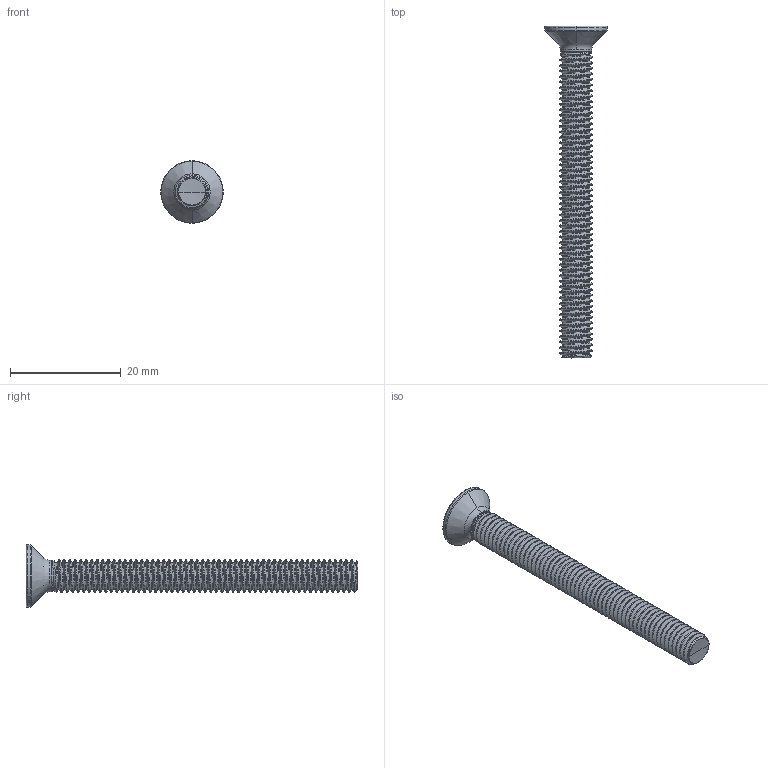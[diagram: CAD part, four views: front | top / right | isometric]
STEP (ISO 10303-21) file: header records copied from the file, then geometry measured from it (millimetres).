
FILE_DESCRIPTION (( 'STEP AP203' ), '1' );
FILE_NAME ('STM410600600.STEP', '2020-12-18T17:45:35', ( '' ), ( '' ), 'SwSTEP 2.0', 'SolidWorks 2015', '' );
FILE_SCHEMA (( 'CONFIG_CONTROL_DESIGN' ));
Length unit declared in the file: millimetre
Products named in the file (2): STM410600600
Bounding box: 11.3 x 60 x 11.3 mm (x, y, z)
Volume: 1494.4 mm3; surface area: 1870.3 mm2
Topology: 1 solids, 1 shells, 183 faces, 512 edges, 330 vertices
Faces by surface type: cylinder 135, bspline 18, cone 14, torus 9, plane 5, sphere 2
Entity records: 36111 total; most frequent: CARTESIAN_POINT 32107, ORIENTED_EDGE 1020, DIRECTION 603, EDGE_CURVE 510, VERTEX_POINT 330, AXIS2_PLACEMENT_3D 227, EDGE_LOOP 184, FACE_OUTER_BOUND 183
